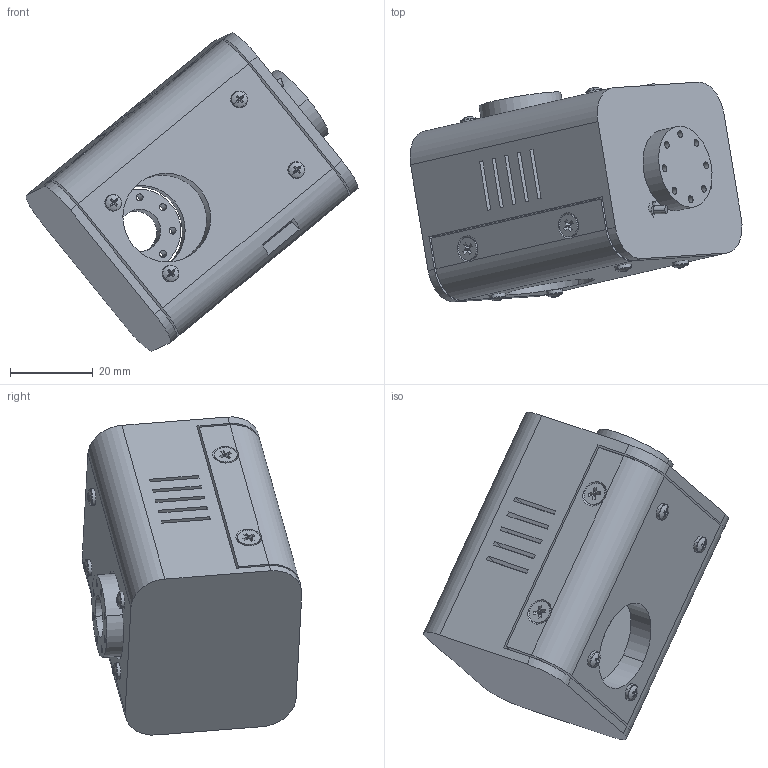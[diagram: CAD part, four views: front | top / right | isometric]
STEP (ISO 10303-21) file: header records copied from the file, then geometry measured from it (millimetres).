
FILE_DESCRIPTION (( 'STEP AP203' ), '1' );
FILE_NAME ('Link5.STEP', '2023-02-04T05:56:31', ( '' ), ( '' ), 'SwSTEP 2.0', 'SolidWorks 2022', '' );
FILE_SCHEMA (( 'CONFIG_CONTROL_DESIGN' ));
Length unit declared in the file: millimetre
Products named in the file (1): Link5
Bounding box: 80.26 x 53.09 x 76.89 mm (x, y, z)
Volume: 50469.2 mm3; surface area: 31485.5 mm2
Topology: 17 solids, 17 shells, 600 faces, 1522 edges, 946 vertices
Faces by surface type: plane 324, cylinder 140, cone 76, torus 40, sphere 20
Entity records: 18685 total; most frequent: CARTESIAN_POINT 3909, DIRECTION 3198, ORIENTED_EDGE 3004, EDGE_CURVE 1502, AXIS2_PLACEMENT_3D 1299, VERTEX_POINT 946, EDGE_LOOP 706, CIRCLE 698
